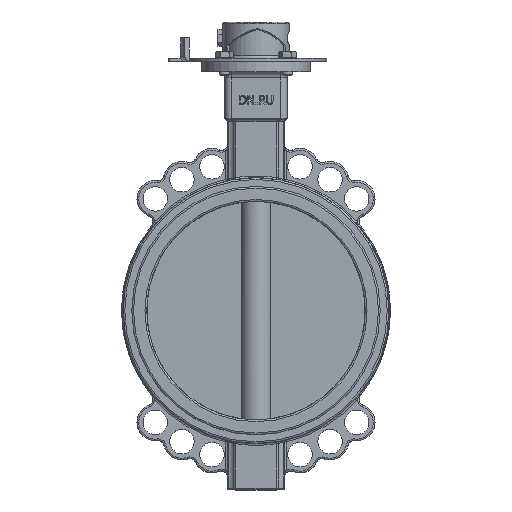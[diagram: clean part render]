
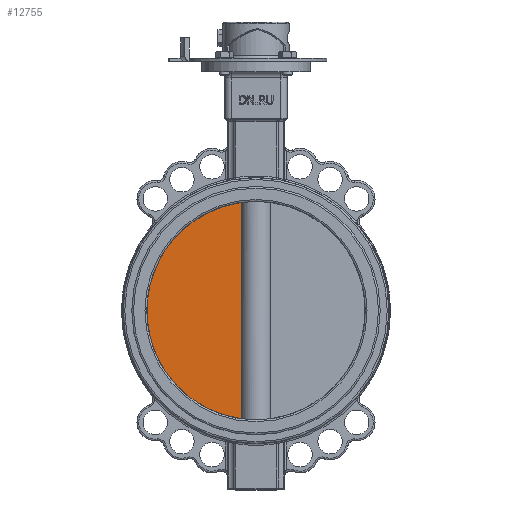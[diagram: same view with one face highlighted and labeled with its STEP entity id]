
A CAD part, top view. The second image highlights one B-rep face of the part: STEP entity #12755.
In plain terms, the highlighted planar face has unit normal (0, 0, 1).
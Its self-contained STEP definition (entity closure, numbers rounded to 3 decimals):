
#417=PLANE('',#14104);
#882=LINE('',#22800,#1674);
#1674=VECTOR('',#16638,10.);
#3058=FACE_OUTER_BOUND('',#3836,.T.);
#3836=EDGE_LOOP('',(#9767,#9768));
#4689=CIRCLE('',#14101,124.8);
#5504=VERTEX_POINT('',#22745);
#5505=VERTEX_POINT('',#22757);
#7012=EDGE_CURVE('',#5504,#5505,#4689,.T.);
#7018=EDGE_CURVE('',#5505,#5504,#882,.T.);
#9767=ORIENTED_EDGE('',*,*,#7018,.T.);
#9768=ORIENTED_EDGE('',*,*,#7012,.T.);
#12755=ADVANCED_FACE('',(#3058),#417,.T.);
#14101=AXIS2_PLACEMENT_3D('',#22768,#16630,#16631);
#14104=AXIS2_PLACEMENT_3D('',#22799,#16636,#16637);
#16630=DIRECTION('center_axis',(0.,0.,1.));
#16631=DIRECTION('ref_axis',(1.,0.,0.));
#16636=DIRECTION('center_axis',(0.,0.,1.));
#16637=DIRECTION('ref_axis',(1.,0.,0.));
#16638=DIRECTION('',(0.,1.,0.));
#22745=CARTESIAN_POINT('',(-16.771,123.668,5.));
#22757=CARTESIAN_POINT('',(-16.771,-123.668,5.));
#22768=CARTESIAN_POINT('Origin',(0.,0.,5.));
#22799=CARTESIAN_POINT('Origin',(0.,0.,5.));
#22800=CARTESIAN_POINT('',(-16.771,0.,5.));
